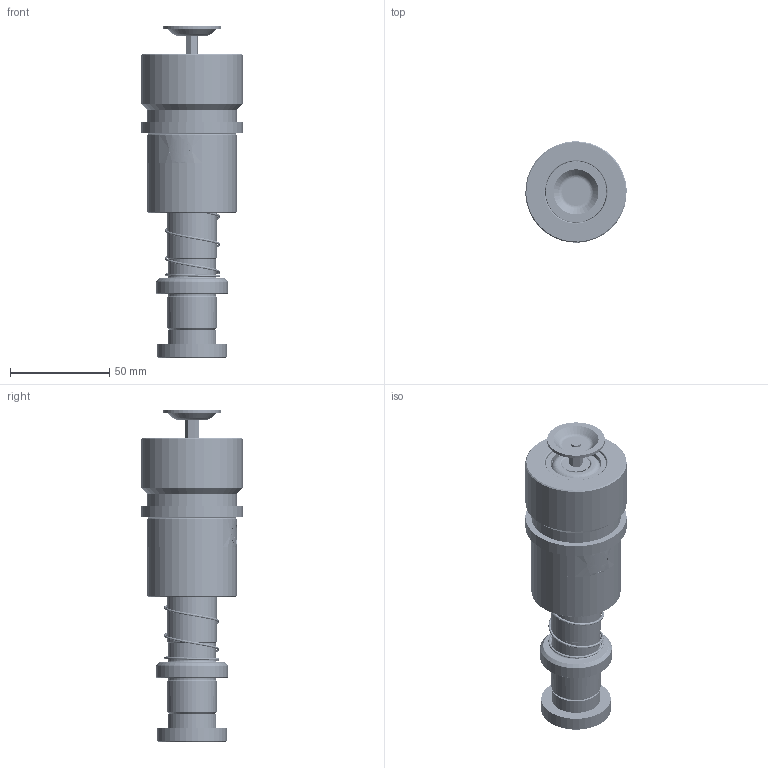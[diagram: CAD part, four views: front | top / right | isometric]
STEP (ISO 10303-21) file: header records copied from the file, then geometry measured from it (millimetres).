
FILE_DESCRIPTION (( 'STEP AP214' ), '1' );
FILE_NAME ('RTSH (RTJH)-D25-L120(BL-80).STEP', '2021-09-09T01:56:23', ( '' ), ( '' ), 'SwSTEP 2.0', 'SolidWorks 2016', '' );
FILE_SCHEMA (( 'AUTOMOTIVE_DESIGN' ));
Length unit declared in the file: millimetre
Products named in the file (373): BALL-D3; GTM-29; TRPM-D25-L120; GTM-M12蹟簽; RTSH (RTJH)-D25-L120(BL-80); BSH-30.5-25.5-L75; BSH-D30.5-25.5-L75郪蚾; TRB25-40-40; GTM-29郪蚾; HWP-D27.5-d25.5-L50; DRPM蹟簽D25; GTM-3-縐种
Assembly tree (365 placements, depth 3):
  BALL-D3
  BALL-D3
  BALL-D3
  BALL-D3
  BALL-D3
Bounding box: 50.91 x 50.91 x 167 mm (x, y, z)
Volume: 172504.3 mm3; surface area: 77173 mm2
Topology: 358 solids, 358 shells, 1608 faces, 6876 edges, 4572 vertices
Faces by surface type: sphere 1400, cylinder 72, plane 52, cone 40, torus 22, bspline 22
Entity records: 68102 total; most frequent: CARTESIAN_POINT 37772, ORIENTED_EDGE 5326, DIRECTION 4548, EDGE_CURVE 2663, AXIS2_PLACEMENT_3D 2170, VERTEX_POINT 1752, EDGE_LOOP 1601, B_SPLINE_CURVE_WITH_KNOTS 1528
